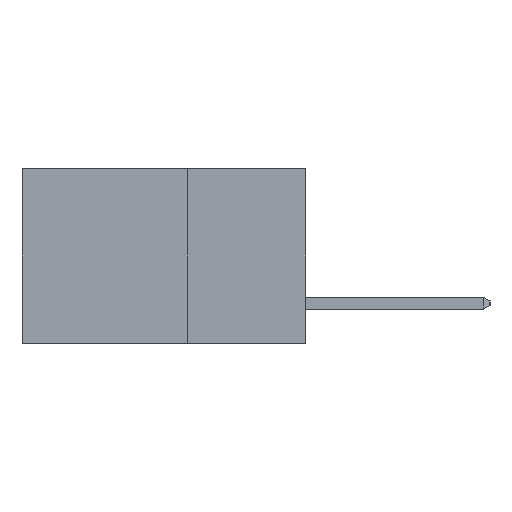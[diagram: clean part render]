
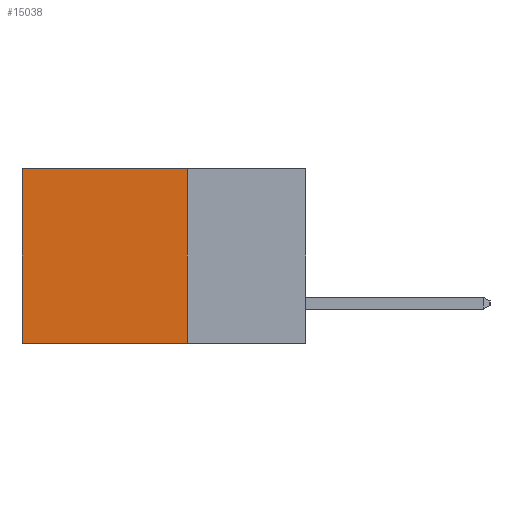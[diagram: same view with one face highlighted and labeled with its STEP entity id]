
A CAD part, left-side view. The second image highlights one B-rep face of the part: STEP entity #15038.
In plain terms, the highlighted planar face has unit normal (-1, 0, 0).
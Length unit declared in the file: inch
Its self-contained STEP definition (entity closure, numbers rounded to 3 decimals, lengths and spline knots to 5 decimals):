
#1388 = VECTOR ( 'NONE', #24819, 39.37008 ) ;
#1865 = AXIS2_PLACEMENT_3D ( 'NONE', #7021, #2119, #19440 ) ;
#2119 = DIRECTION ( 'NONE',  ( 1., 0., 0. ) ) ;
#3834 = LINE ( 'NONE', #27507, #29188 ) ;
#6470 = CARTESIAN_POINT ( 'NONE',  ( 0.298, 0.25, 0. ) ) ;
#7021 = CARTESIAN_POINT ( 'NONE',  ( 0.298, 0.25, 0. ) ) ;
#7523 = CARTESIAN_POINT ( 'NONE',  ( 0.298, 0.6, 0. ) ) ;
#8770 = CARTESIAN_POINT ( 'NONE',  ( 0.298, 0.6, 0. ) ) ;
#8784 = LINE ( 'NONE', #7523, #1388 ) ;
#9422 = ORIENTED_EDGE ( 'NONE', *, *, #18793, .T. ) ;
#10025 = EDGE_LOOP ( 'NONE', ( #11437, #28638, #18034, #9422 ) ) ;
#10369 = VERTEX_POINT ( 'NONE', #19537 ) ;
#11154 = VECTOR ( 'NONE', #13849, 39.37008 ) ;
#11437 = ORIENTED_EDGE ( 'NONE', *, *, #20629, .T. ) ;
#11797 = LINE ( 'NONE', #18172, #30637 ) ;
#11876 = EDGE_CURVE ( 'NONE', #10369, #28500, #11797, .T. ) ;
#12098 = VERTEX_POINT ( 'NONE', #13994 ) ;
#13849 = DIRECTION ( 'NONE',  ( 0., 1., 0. ) ) ;
#13994 = CARTESIAN_POINT ( 'NONE',  ( 0.298, 0.25, 0. ) ) ;
#15038 = ADVANCED_FACE ( 'NONE', ( #29243 ), #29120, .F. ) ;
#15909 = EDGE_CURVE ( 'NONE', #12098, #10369, #3834, .T. ) ;
#18034 = ORIENTED_EDGE ( 'NONE', *, *, #15909, .F. ) ;
#18172 = CARTESIAN_POINT ( 'NONE',  ( 0.298, 0.25, -0.37 ) ) ;
#18793 = EDGE_CURVE ( 'NONE', #12098, #19655, #31478, .T. ) ;
#19440 = DIRECTION ( 'NONE',  ( 0., 0., -1. ) ) ;
#19537 = CARTESIAN_POINT ( 'NONE',  ( 0.298, 0.25, -0.37 ) ) ;
#19655 = VERTEX_POINT ( 'NONE', #8770 ) ;
#20629 = EDGE_CURVE ( 'NONE', #19655, #28500, #8784, .T. ) ;
#24819 = DIRECTION ( 'NONE',  ( 0., 0., -1. ) ) ;
#27507 = CARTESIAN_POINT ( 'NONE',  ( 0.298, 0.25, 0. ) ) ;
#28500 = VERTEX_POINT ( 'NONE', #28962 ) ;
#28638 = ORIENTED_EDGE ( 'NONE', *, *, #11876, .F. ) ;
#28962 = CARTESIAN_POINT ( 'NONE',  ( 0.298, 0.6, -0.37 ) ) ;
#29120 = PLANE ( 'NONE',  #1865 ) ;
#29188 = VECTOR ( 'NONE', #29904, 39.37008 ) ;
#29243 = FACE_OUTER_BOUND ( 'NONE', #10025, .T. ) ;
#29904 = DIRECTION ( 'NONE',  ( 0., 0., -1. ) ) ;
#30299 = DIRECTION ( 'NONE',  ( 0., 1., 0. ) ) ;
#30637 = VECTOR ( 'NONE', #30299, 39.37008 ) ;
#31478 = LINE ( 'NONE', #6470, #11154 ) ;
